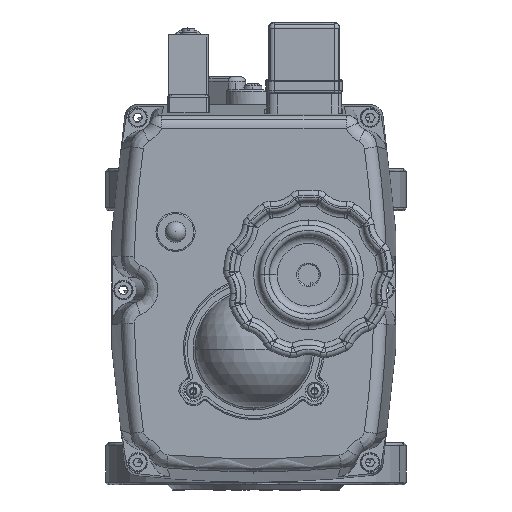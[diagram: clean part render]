
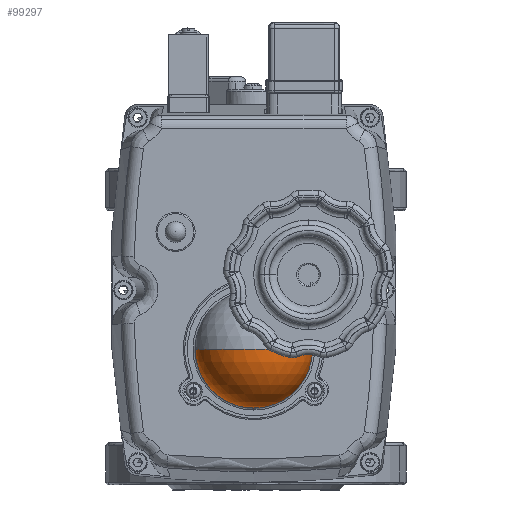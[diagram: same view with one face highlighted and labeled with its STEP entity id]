
A CAD part, left-side view. The second image highlights one B-rep face of the part: STEP entity #99297.
In plain terms, the highlighted spherical face has radius 22.5 mm.
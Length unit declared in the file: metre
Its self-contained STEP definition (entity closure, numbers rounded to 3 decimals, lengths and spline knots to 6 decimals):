
#423 = CARTESIAN_POINT ( 'NONE',  ( -0.174411, 0.000508, 0.117908 ) ) ;
#1629 = EDGE_CURVE ( 'NONE', #58590, #119418, #17630, .T. ) ;
#5566 = DIRECTION ( 'NONE',  ( 0., 0., 1. ) ) ;
#8843 = ORIENTED_EDGE ( 'NONE', *, *, #63320, .F. ) ;
#15676 = SPHERICAL_SURFACE ( 'NONE', #52770, 0.0225 ) ;
#17630 = CIRCLE ( 'NONE', #92783, 0.0225 ) ;
#22130 = CARTESIAN_POINT ( 'NONE',  ( -0.174411, 0.000508, 0.117908 ) ) ;
#22999 = EDGE_LOOP ( 'NONE', ( #51564, #8843, #26887, #68044 ) ) ;
#24425 = CARTESIAN_POINT ( 'NONE',  ( -0.175184, 0.000508, 0.117908 ) ) ;
#26887 = ORIENTED_EDGE ( 'NONE', *, *, #90734, .F. ) ;
#31323 = DIRECTION ( 'NONE',  ( 0., 0., 1. ) ) ;
#32538 = CARTESIAN_POINT ( 'NONE',  ( -0.175184, 0.022995, 0.117908 ) ) ;
#37336 = CIRCLE ( 'NONE', #129713, 0.022487 ) ;
#41475 = DIRECTION ( 'NONE',  ( 0., -1., 0. ) ) ;
#43501 = VERTEX_POINT ( 'NONE', #120795 ) ;
#48379 = CIRCLE ( 'NONE', #125572, 0.022487 ) ;
#51564 = ORIENTED_EDGE ( 'NONE', *, *, #1629, .F. ) ;
#52770 = AXIS2_PLACEMENT_3D ( 'NONE', #119139, #5566, #68102 ) ;
#54310 = AXIS2_PLACEMENT_3D ( 'NONE', #22130, #83320, #63844 ) ;
#55095 = CARTESIAN_POINT ( 'NONE',  ( -0.175184, 0.000508, 0.117908 ) ) ;
#58590 = VERTEX_POINT ( 'NONE', #32538 ) ;
#63320 = EDGE_CURVE ( 'NONE', #43501, #58590, #48379, .T. ) ;
#63844 = DIRECTION ( 'NONE',  ( -1., 0., 0. ) ) ;
#64495 = DIRECTION ( 'NONE',  ( 0., 1., 0. ) ) ;
#65288 = CARTESIAN_POINT ( 'NONE',  ( -0.196911, 0.000508, 0.117908 ) ) ;
#68044 = ORIENTED_EDGE ( 'NONE', *, *, #97401, .T. ) ;
#68102 = DIRECTION ( 'NONE',  ( 0., -1., 0. ) ) ;
#74864 = DIRECTION ( 'NONE',  ( 0., 1., 0. ) ) ;
#76544 = DIRECTION ( 'NONE',  ( 1., 0., 0. ) ) ;
#82572 = CARTESIAN_POINT ( 'NONE',  ( -0.175184, -0.021978, 0.117908 ) ) ;
#83320 = DIRECTION ( 'NONE',  ( 0., 0., -1. ) ) ;
#90734 = EDGE_CURVE ( 'NONE', #127123, #43501, #37336, .T. ) ;
#92783 = AXIS2_PLACEMENT_3D ( 'NONE', #423, #31323, #41475 ) ;
#97401 = EDGE_CURVE ( 'NONE', #127123, #119418, #118627, .T. ) ;
#97727 = FACE_OUTER_BOUND ( 'NONE', #22999, .T. ) ;
#99297 = ADVANCED_FACE ( 'NONE', ( #97727 ), #15676, .T. ) ;
#116562 = DIRECTION ( 'NONE',  ( 1., 0., 0. ) ) ;
#118627 = CIRCLE ( 'NONE', #54310, 0.0225 ) ;
#119139 = CARTESIAN_POINT ( 'NONE',  ( -0.174411, 0.000508, 0.117908 ) ) ;
#119418 = VERTEX_POINT ( 'NONE', #65288 ) ;
#120795 = CARTESIAN_POINT ( 'NONE',  ( -0.175184, 0.000508, 0.095421 ) ) ;
#125572 = AXIS2_PLACEMENT_3D ( 'NONE', #24425, #116562, #74864 ) ;
#127123 = VERTEX_POINT ( 'NONE', #82572 ) ;
#129713 = AXIS2_PLACEMENT_3D ( 'NONE', #55095, #76544, #64495 ) ;
